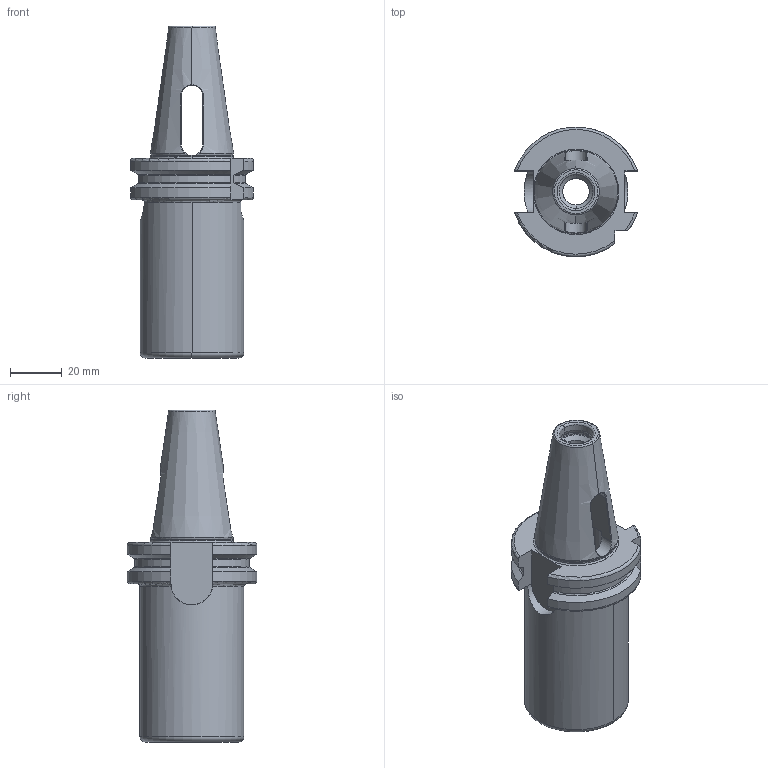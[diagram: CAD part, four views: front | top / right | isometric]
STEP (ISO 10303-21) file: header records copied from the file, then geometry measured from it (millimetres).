
FILE_DESCRIPTION((''),'2;1');
FILE_NAME('302_07_03','2020-09-25T',('104091'),(''),'CREO PARAMETRIC BY PTC INC, 2016260','CREO PARAMETRIC BY PTC INC, 2016260','');
FILE_SCHEMA(('CONFIG_CONTROL_DESIGN'));
Length unit declared in the file: millimetre
Products named in the file (1): 302_07_03
Bounding box: 47.34 x 49.9 x 127.8 mm (x, y, z)
Volume: 88003 mm3; surface area: 24763.1 mm2
Topology: 1 solids, 1 shells, 116 faces, 310 edges, 193 vertices
Faces by surface type: torus 34, cylinder 29, plane 21, cone 20, bspline 12
Entity records: 4666 total; most frequent: CARTESIAN_POINT 1859, ORIENTED_EDGE 616, DIRECTION 542, EDGE_CURVE 308, AXIS2_PLACEMENT_3D 222, VERTEX_POINT 193, EDGE_LOOP 121, FACE_OUTER_BOUND 116
